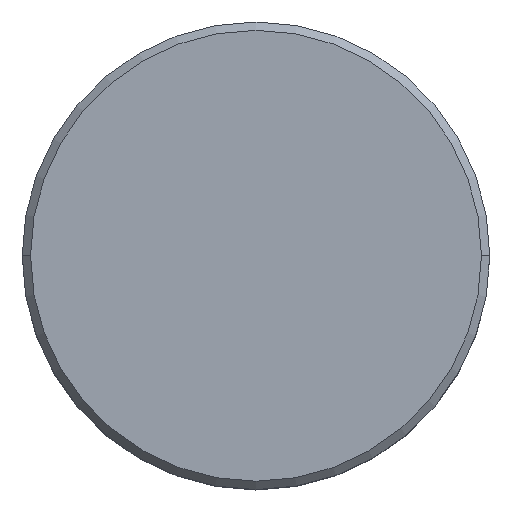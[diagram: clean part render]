
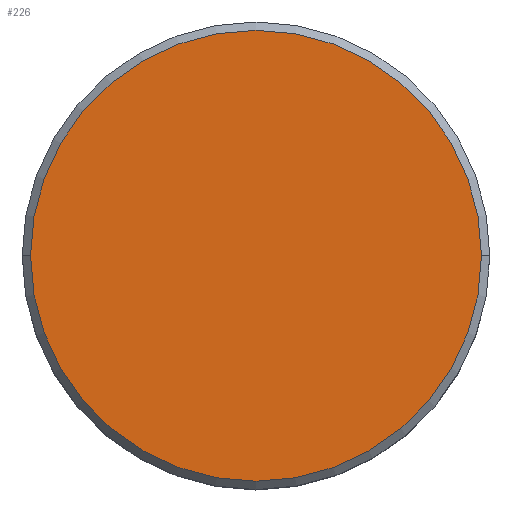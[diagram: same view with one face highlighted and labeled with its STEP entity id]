
A CAD part, top view. The second image highlights one B-rep face of the part: STEP entity #226.
In plain terms, the highlighted planar face has unit normal (0, 0, 1).
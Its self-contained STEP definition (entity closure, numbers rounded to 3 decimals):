
#16 = CIRCLE ( 'NONE', #308, 13.5 ) ;
#29 = CARTESIAN_POINT ( 'NONE',  ( 0., 0., 0. ) ) ;
#57 = EDGE_LOOP ( 'NONE', ( #338, #256 ) ) ;
#87 = CIRCLE ( 'NONE', #417, 13.5 ) ;
#97 = DIRECTION ( 'NONE',  ( 0., 0., 1. ) ) ;
#137 = CARTESIAN_POINT ( 'NONE',  ( 0., 0., 0. ) ) ;
#153 = VERTEX_POINT ( 'NONE', #193 ) ;
#171 = PLANE ( 'NONE',  #396 ) ;
#193 = CARTESIAN_POINT ( 'NONE',  ( -13.5, 0., 0. ) ) ;
#210 = DIRECTION ( 'NONE',  ( 0., 0., 1. ) ) ;
#226 = ADVANCED_FACE ( 'NONE', ( #412 ), #171, .T. ) ;
#230 = VERTEX_POINT ( 'NONE', #351 ) ;
#249 = DIRECTION ( 'NONE',  ( 0., 0., 1. ) ) ;
#256 = ORIENTED_EDGE ( 'NONE', *, *, #304, .T. ) ;
#304 = EDGE_CURVE ( 'NONE', #230, #153, #16, .T. ) ;
#308 = AXIS2_PLACEMENT_3D ( 'NONE', #137, #97, #313 ) ;
#313 = DIRECTION ( 'NONE',  ( 1., 0., 0. ) ) ;
#338 = ORIENTED_EDGE ( 'NONE', *, *, #456, .T. ) ;
#351 = CARTESIAN_POINT ( 'NONE',  ( 13.5, 0., 0. ) ) ;
#396 = AXIS2_PLACEMENT_3D ( 'NONE', #407, #210, #445 ) ;
#407 = CARTESIAN_POINT ( 'NONE',  ( 0., 0., 0. ) ) ;
#411 = DIRECTION ( 'NONE',  ( 1., 0., 0. ) ) ;
#412 = FACE_OUTER_BOUND ( 'NONE', #57, .T. ) ;
#417 = AXIS2_PLACEMENT_3D ( 'NONE', #29, #249, #411 ) ;
#445 = DIRECTION ( 'NONE',  ( 1., 0., 0. ) ) ;
#456 = EDGE_CURVE ( 'NONE', #153, #230, #87, .T. ) ;
